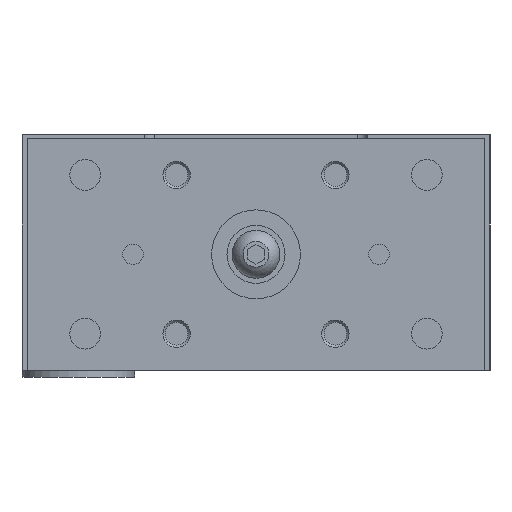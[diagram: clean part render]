
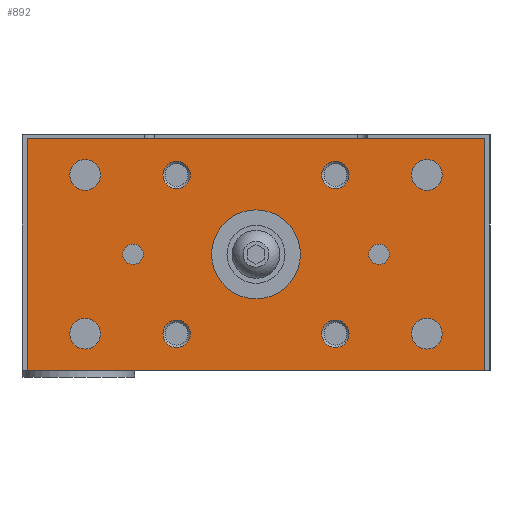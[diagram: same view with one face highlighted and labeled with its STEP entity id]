
A CAD part, left-side view. The second image highlights one B-rep face of the part: STEP entity #892.
In plain terms, the highlighted planar face has unit normal (-1, 0, 0).
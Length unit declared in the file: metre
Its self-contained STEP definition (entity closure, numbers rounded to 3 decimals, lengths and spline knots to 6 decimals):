
#892 = ADVANCED_FACE( '', ( #2083, #2084, #2085, #2086, #2087, #2088, #2089, #2090, #2091, #2092, #2093, #2094 ), #2095, .F. );
#2083 = FACE_BOUND( '', #3479, .T. );
#2084 = FACE_BOUND( '', #3480, .T. );
#2085 = FACE_BOUND( '', #3481, .T. );
#2086 = FACE_BOUND( '', #3482, .T. );
#2087 = FACE_BOUND( '', #3483, .T. );
#2088 = FACE_BOUND( '', #3484, .T. );
#2089 = FACE_BOUND( '', #3485, .T. );
#2090 = FACE_BOUND( '', #3486, .T. );
#2091 = FACE_BOUND( '', #3487, .T. );
#2092 = FACE_BOUND( '', #3488, .T. );
#2093 = FACE_BOUND( '', #3489, .T. );
#2094 = FACE_OUTER_BOUND( '', #3490, .T. );
#2095 = PLANE( '', #3491 );
#3479 = EDGE_LOOP( '', ( #5758 ) );
#3480 = EDGE_LOOP( '', ( #5759 ) );
#3481 = EDGE_LOOP( '', ( #5760 ) );
#3482 = EDGE_LOOP( '', ( #5761 ) );
#3483 = EDGE_LOOP( '', ( #5762 ) );
#3484 = EDGE_LOOP( '', ( #5763 ) );
#3485 = EDGE_LOOP( '', ( #5764 ) );
#3486 = EDGE_LOOP( '', ( #5765 ) );
#3487 = EDGE_LOOP( '', ( #5766 ) );
#3488 = EDGE_LOOP( '', ( #5767 ) );
#3489 = EDGE_LOOP( '', ( #5768 ) );
#3490 = EDGE_LOOP( '', ( #5769, #5770, #5771, #5772 ) );
#3491 = AXIS2_PLACEMENT_3D( '', #5773, #5774, #5775 );
#5758 = ORIENTED_EDGE( '', *, *, #7367, .T. );
#5759 = ORIENTED_EDGE( '', *, *, #7427, .T. );
#5760 = ORIENTED_EDGE( '', *, *, #7149, .F. );
#5761 = ORIENTED_EDGE( '', *, *, #7422, .F. );
#5762 = ORIENTED_EDGE( '', *, *, #7428, .T. );
#5763 = ORIENTED_EDGE( '', *, *, #7429, .F. );
#5764 = ORIENTED_EDGE( '', *, *, #7265, .T. );
#5765 = ORIENTED_EDGE( '', *, *, #6754, .T. );
#5766 = ORIENTED_EDGE( '', *, *, #6713, .F. );
#5767 = ORIENTED_EDGE( '', *, *, #6691, .F. );
#5768 = ORIENTED_EDGE( '', *, *, #7430, .T. );
#5769 = ORIENTED_EDGE( '', *, *, #7233, .T. );
#5770 = ORIENTED_EDGE( '', *, *, #7092, .T. );
#5771 = ORIENTED_EDGE( '', *, *, #7275, .T. );
#5772 = ORIENTED_EDGE( '', *, *, #6634, .T. );
#5773 = CARTESIAN_POINT( '', ( -0.027, -0.067, -0.069 ) );
#5774 = DIRECTION( '', ( 1., 0., 0. ) );
#5775 = DIRECTION( '', ( 0., 0., -1. ) );
#6634 = EDGE_CURVE( '', #7638, #7636, #7639, .T. );
#6691 = EDGE_CURVE( '', #7732, #7732, #7733, .T. );
#6713 = EDGE_CURVE( '', #7770, #7770, #7771, .T. );
#6754 = EDGE_CURVE( '', #7838, #7838, #7839, .T. );
#7092 = EDGE_CURVE( '', #8382, #8380, #8383, .T. );
#7149 = EDGE_CURVE( '', #8465, #8465, #8466, .T. );
#7233 = EDGE_CURVE( '', #7636, #8382, #8588, .T. );
#7265 = EDGE_CURVE( '', #8635, #8635, #8636, .T. );
#7275 = EDGE_CURVE( '', #8380, #7638, #8649, .T. );
#7367 = EDGE_CURVE( '', #8772, #8772, #8773, .T. );
#7422 = EDGE_CURVE( '', #8848, #8848, #8849, .T. );
#7427 = EDGE_CURVE( '', #8854, #8854, #8855, .T. );
#7428 = EDGE_CURVE( '', #8856, #8856, #8857, .T. );
#7429 = EDGE_CURVE( '', #8858, #8858, #8859, .T. );
#7430 = EDGE_CURVE( '', #8860, #8860, #8861, .T. );
#7636 = VERTEX_POINT( '', #9095 );
#7638 = VERTEX_POINT( '', #9098 );
#7639 = LINE( '', #9099, #9100 );
#7732 = VERTEX_POINT( '', #9277 );
#7733 = CIRCLE( '', #9278, 0.0045 );
#7770 = VERTEX_POINT( '', #9322 );
#7771 = CIRCLE( '', #9323, 0.0045 );
#7838 = VERTEX_POINT( '', #9401 );
#7839 = CIRCLE( '', #9402, 0.0045 );
#8380 = VERTEX_POINT( '', #10144 );
#8382 = VERTEX_POINT( '', #10147 );
#8383 = LINE( '', #10148, #10149 );
#8465 = VERTEX_POINT( '', #10555 );
#8466 = CIRCLE( '', #10556, 0.004 );
#8588 = LINE( '', #10729, #10730 );
#8635 = VERTEX_POINT( '', #10784 );
#8636 = CIRCLE( '', #10785, 0.003 );
#8649 = LINE( '', #10799, #10800 );
#8772 = VERTEX_POINT( '', #10990 );
#8773 = CIRCLE( '', #10991, 0.013 );
#8848 = VERTEX_POINT( '', #11099 );
#8849 = CIRCLE( '', #11100, 0.004 );
#8854 = VERTEX_POINT( '', #11105 );
#8855 = CIRCLE( '', #11106, 0.004 );
#8856 = VERTEX_POINT( '', #11107 );
#8857 = CIRCLE( '', #11108, 0.004 );
#8858 = VERTEX_POINT( '', #11109 );
#8859 = CIRCLE( '', #11110, 0.003 );
#8860 = VERTEX_POINT( '', #11111 );
#8861 = CIRCLE( '', #11112, 0.0045 );
#9095 = CARTESIAN_POINT( '', ( -0.027, -0.067, -0.069 ) );
#9098 = CARTESIAN_POINT( '', ( -0.027, 0.067, -0.069 ) );
#9099 = CARTESIAN_POINT( '', ( -0.027, 0.067, -0.069 ) );
#9100 = VECTOR( '', #11381, 1. );
#9277 = CARTESIAN_POINT( '', ( -0.027, -0.0545, -0.01175 ) );
#9278 = AXIS2_PLACEMENT_3D( '', #11457, #11458, #11459 );
#9322 = CARTESIAN_POINT( '', ( -0.027, 0.0545, -0.05825 ) );
#9323 = AXIS2_PLACEMENT_3D( '', #11494, #11495, #11496 );
#9401 = CARTESIAN_POINT( '', ( -0.027, -0.0545, -0.05825 ) );
#9402 = AXIS2_PLACEMENT_3D( '', #11556, #11557, #11558 );
#10144 = CARTESIAN_POINT( '', ( -0.027, 0.067, -0.001 ) );
#10147 = CARTESIAN_POINT( '', ( -0.027, -0.067, -0.001 ) );
#10148 = CARTESIAN_POINT( '', ( -0.027, -0.067, -0.001 ) );
#10149 = VECTOR( '', #12017, 1. );
#10555 = CARTESIAN_POINT( '', ( -0.027, 0.01925, -0.05825 ) );
#10556 = AXIS2_PLACEMENT_3D( '', #12089, #12090, #12091 );
#10729 = CARTESIAN_POINT( '', ( -0.027, -0.067, -0.069 ) );
#10730 = VECTOR( '', #12183, 1. );
#10784 = CARTESIAN_POINT( '', ( -0.027, 0.033, -0.035 ) );
#10785 = AXIS2_PLACEMENT_3D( '', #12233, #12234, #12235 );
#10799 = CARTESIAN_POINT( '', ( -0.027, 0.067, -0.001 ) );
#10800 = VECTOR( '', #12246, 1. );
#10990 = CARTESIAN_POINT( '', ( -0.027, -0.013, -0.035 ) );
#10991 = AXIS2_PLACEMENT_3D( '', #12345, #12346, #12347 );
#11099 = CARTESIAN_POINT( '', ( -0.027, -0.01925, -0.01175 ) );
#11100 = AXIS2_PLACEMENT_3D( '', #12400, #12401, #12402 );
#11105 = CARTESIAN_POINT( '', ( -0.027, -0.01925, -0.05825 ) );
#11106 = AXIS2_PLACEMENT_3D( '', #12403, #12404, #12405 );
#11107 = CARTESIAN_POINT( '', ( -0.027, 0.01925, -0.01175 ) );
#11108 = AXIS2_PLACEMENT_3D( '', #12406, #12407, #12408 );
#11109 = CARTESIAN_POINT( '', ( -0.027, -0.033, -0.035 ) );
#11110 = AXIS2_PLACEMENT_3D( '', #12409, #12410, #12411 );
#11111 = CARTESIAN_POINT( '', ( -0.027, 0.0545, -0.01175 ) );
#11112 = AXIS2_PLACEMENT_3D( '', #12412, #12413, #12414 );
#11381 = DIRECTION( '', ( 0., -1., 0. ) );
#11457 = CARTESIAN_POINT( '', ( -0.027, -0.05, -0.01175 ) );
#11458 = DIRECTION( '', ( -1., 0., 0. ) );
#11459 = DIRECTION( '', ( 0., -1., 0. ) );
#11494 = CARTESIAN_POINT( '', ( -0.027, 0.05, -0.05825 ) );
#11495 = DIRECTION( '', ( -1., 0., 0. ) );
#11496 = DIRECTION( '', ( 0., 1., 0. ) );
#11556 = CARTESIAN_POINT( '', ( -0.027, -0.05, -0.05825 ) );
#11557 = DIRECTION( '', ( 1., 0., 0. ) );
#11558 = DIRECTION( '', ( 0., -1., 0. ) );
#12017 = DIRECTION( '', ( 0., 1., 0. ) );
#12089 = CARTESIAN_POINT( '', ( -0.027, 0.02325, -0.05825 ) );
#12090 = DIRECTION( '', ( -1., 0., 0. ) );
#12091 = DIRECTION( '', ( 0., -1., 0. ) );
#12183 = DIRECTION( '', ( 0., 0., 1. ) );
#12233 = CARTESIAN_POINT( '', ( -0.027, 0.036, -0.035 ) );
#12234 = DIRECTION( '', ( 1., 0., 0. ) );
#12235 = DIRECTION( '', ( 0., -1., 0. ) );
#12246 = DIRECTION( '', ( 0., 0., -1. ) );
#12345 = CARTESIAN_POINT( '', ( -0.027, 0., -0.035 ) );
#12346 = DIRECTION( '', ( 1., 0., 0. ) );
#12347 = DIRECTION( '', ( 0., -1., 0. ) );
#12400 = CARTESIAN_POINT( '', ( -0.027, -0.02325, -0.01175 ) );
#12401 = DIRECTION( '', ( -1., 0., 0. ) );
#12402 = DIRECTION( '', ( 0., 1., 0. ) );
#12403 = CARTESIAN_POINT( '', ( -0.027, -0.02325, -0.05825 ) );
#12404 = DIRECTION( '', ( 1., 0., 0. ) );
#12405 = DIRECTION( '', ( 0., 1., 0. ) );
#12406 = CARTESIAN_POINT( '', ( -0.027, 0.02325, -0.01175 ) );
#12407 = DIRECTION( '', ( 1., 0., 0. ) );
#12408 = DIRECTION( '', ( 0., -1., 0. ) );
#12409 = CARTESIAN_POINT( '', ( -0.027, -0.036, -0.035 ) );
#12410 = DIRECTION( '', ( -1., 0., 0. ) );
#12411 = DIRECTION( '', ( 0., 1., 0. ) );
#12412 = CARTESIAN_POINT( '', ( -0.027, 0.05, -0.01175 ) );
#12413 = DIRECTION( '', ( 1., 0., 0. ) );
#12414 = DIRECTION( '', ( 0., 1., 0. ) );
